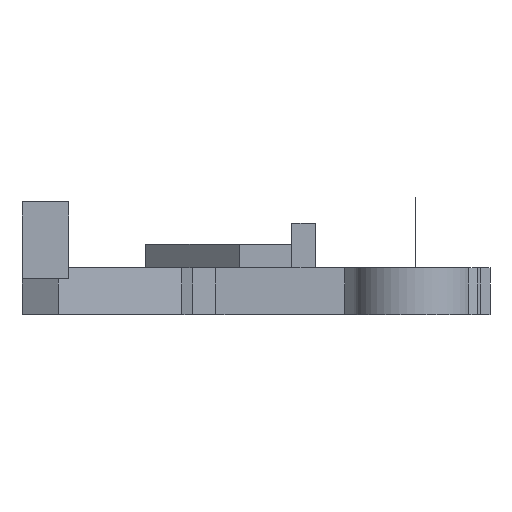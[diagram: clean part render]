
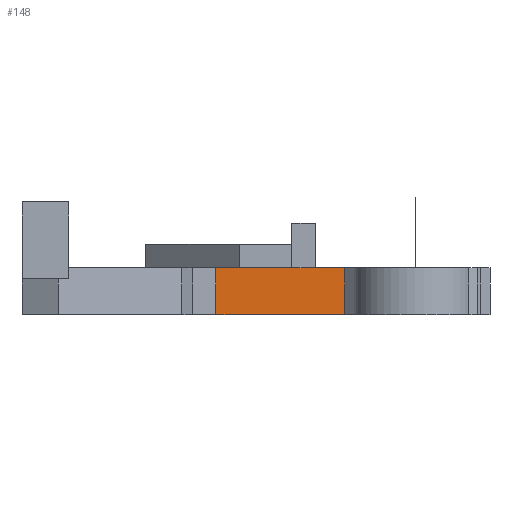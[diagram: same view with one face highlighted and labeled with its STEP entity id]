
A CAD part, left-side view. The second image highlights one B-rep face of the part: STEP entity #148.
In plain terms, the highlighted planar face has unit normal (-1, 0, 0).
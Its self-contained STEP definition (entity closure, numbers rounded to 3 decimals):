
#148=ADVANCED_FACE('',(#288),#2123,.T.);
#288=FACE_OUTER_BOUND('',#428,.T.);
#428=EDGE_LOOP('',(#692,#693,#694,#695));
#692=ORIENTED_EDGE('',*,*,#1449,.T.);
#693=ORIENTED_EDGE('',*,*,#1450,.T.);
#694=ORIENTED_EDGE('',*,*,#1451,.F.);
#695=ORIENTED_EDGE('',*,*,#1447,.F.);
#1447=EDGE_CURVE('',#1814,#1815,#2241,.T.);
#1449=EDGE_CURVE('',#1814,#1816,#2243,.T.);
#1450=EDGE_CURVE('',#1816,#1817,#2244,.T.);
#1451=EDGE_CURVE('',#1815,#1817,#2245,.T.);
#1814=VERTEX_POINT('',#3090);
#1815=VERTEX_POINT('',#3091);
#1816=VERTEX_POINT('',#3092);
#1817=VERTEX_POINT('',#3093);
#2123=PLANE('',#2701);
#2241=(
BOUNDED_CURVE()
B_SPLINE_CURVE(1,(#3363,#3364),.UNSPECIFIED.,.F.,.F.)
B_SPLINE_CURVE_WITH_KNOTS((2,2),(0.,10.),.UNSPECIFIED.)
CURVE()
GEOMETRIC_REPRESENTATION_ITEM()
RATIONAL_B_SPLINE_CURVE((1.,1.))
REPRESENTATION_ITEM('')
);
#2243=(
BOUNDED_CURVE()
B_SPLINE_CURVE(2,(#3368,#3369,#3370),.UNSPECIFIED.,.F.,.F.)
B_SPLINE_CURVE_WITH_KNOTS((3,3),(1501.567,1529.067),
 .UNSPECIFIED.)
CURVE()
GEOMETRIC_REPRESENTATION_ITEM()
RATIONAL_B_SPLINE_CURVE((1.,1.,1.))
REPRESENTATION_ITEM('')
);
#2244=(
BOUNDED_CURVE()
B_SPLINE_CURVE(1,(#3371,#3372),.UNSPECIFIED.,.F.,.F.)
B_SPLINE_CURVE_WITH_KNOTS((2,2),(0.,10.),.UNSPECIFIED.)
CURVE()
GEOMETRIC_REPRESENTATION_ITEM()
RATIONAL_B_SPLINE_CURVE((1.,1.))
REPRESENTATION_ITEM('')
);
#2245=(
BOUNDED_CURVE()
B_SPLINE_CURVE(2,(#3373,#3374,#3375),.UNSPECIFIED.,.F.,.F.)
B_SPLINE_CURVE_WITH_KNOTS((3,3),(1501.567,1529.067),
 .UNSPECIFIED.)
CURVE()
GEOMETRIC_REPRESENTATION_ITEM()
RATIONAL_B_SPLINE_CURVE((1.,1.,1.))
REPRESENTATION_ITEM('')
);
#2701=AXIS2_PLACEMENT_3D('',#3012,#2845,$);
#2845=DIRECTION('',(-1.,0.,0.));
#3012=CARTESIAN_POINT('',(-170.461,22.,0.));
#3090=CARTESIAN_POINT('',(-170.461,22.,0.));
#3091=CARTESIAN_POINT('',(-170.461,22.,-10.));
#3092=CARTESIAN_POINT('',(-170.461,49.5,0.));
#3093=CARTESIAN_POINT('',(-170.461,49.5,-10.));
#3363=CARTESIAN_POINT('',(-170.461,22.,0.));
#3364=CARTESIAN_POINT('',(-170.461,22.,-10.));
#3368=CARTESIAN_POINT('',(-170.461,22.,0.));
#3369=CARTESIAN_POINT('',(-170.461,35.75,0.));
#3370=CARTESIAN_POINT('',(-170.461,49.5,0.));
#3371=CARTESIAN_POINT('',(-170.461,49.5,0.));
#3372=CARTESIAN_POINT('',(-170.461,49.5,-10.));
#3373=CARTESIAN_POINT('',(-170.461,22.,-10.));
#3374=CARTESIAN_POINT('',(-170.461,35.75,-10.));
#3375=CARTESIAN_POINT('',(-170.461,49.5,-10.));
